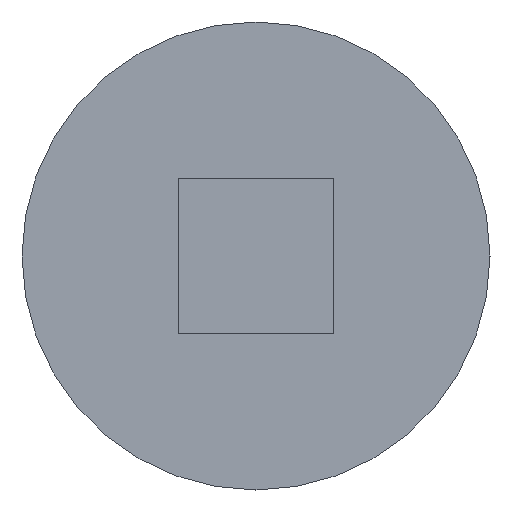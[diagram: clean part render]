
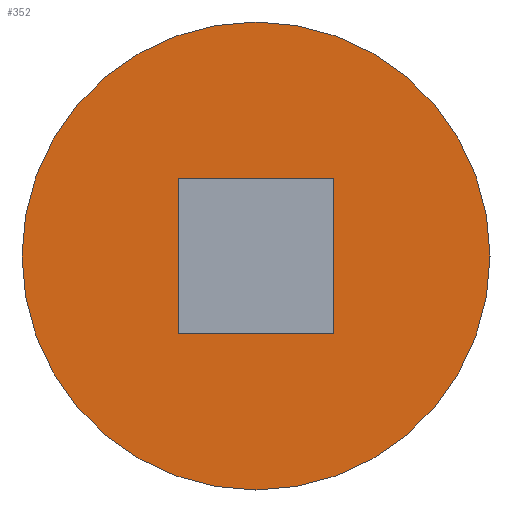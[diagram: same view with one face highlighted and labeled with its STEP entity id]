
A CAD part, left-side view. The second image highlights one B-rep face of the part: STEP entity #352.
In plain terms, the highlighted planar face has unit normal (-1, 0, 0).
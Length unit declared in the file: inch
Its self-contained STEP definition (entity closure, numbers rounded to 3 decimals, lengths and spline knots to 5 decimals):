
#7 = DIRECTION ( 'NONE',  ( 0., 0., -1. ) ) ;
#110 = DIRECTION ( 'NONE',  ( 0., 0., 1. ) ) ;
#160 = DIRECTION ( 'NONE',  ( 0., -1., 0. ) ) ;
#175 = EDGE_CURVE ( 'NONE', #1293, #1245, #758, .T. ) ;
#190 = CIRCLE ( 'NONE', #2473, 0.166 ) ;
#193 = VECTOR ( 'NONE', #665, 39.37008 ) ;
#352 = ADVANCED_FACE ( 'NONE', ( #3633, #3580 ), #3381, .F. ) ;
#398 = CARTESIAN_POINT ( 'NONE',  ( -0.5, 0.055, 0.055 ) ) ;
#562 = CARTESIAN_POINT ( 'NONE',  ( -0.5, 0., 0.166 ) ) ;
#576 = CIRCLE ( 'NONE', #834, 0.166 ) ;
#607 = EDGE_CURVE ( 'NONE', #3255, #1293, #2060, .T. ) ;
#654 = CARTESIAN_POINT ( 'NONE',  ( -0.5, -0.055, -0.055 ) ) ;
#665 = DIRECTION ( 'NONE',  ( 0., 1., 0. ) ) ;
#708 = LINE ( 'NONE', #654, #193 ) ;
#758 = LINE ( 'NONE', #778, #2957 ) ;
#778 = CARTESIAN_POINT ( 'NONE',  ( -0.5, -0.055, 0.055 ) ) ;
#834 = AXIS2_PLACEMENT_3D ( 'NONE', #2558, #2851, #110 ) ;
#890 = ORIENTED_EDGE ( 'NONE', *, *, #607, .T. ) ;
#960 = VERTEX_POINT ( 'NONE', #2193 ) ;
#971 = ORIENTED_EDGE ( 'NONE', *, *, #1508, .T. ) ;
#1032 = EDGE_LOOP ( 'NONE', ( #2294, #890, #2739, #971 ) ) ;
#1054 = EDGE_CURVE ( 'NONE', #960, #3255, #708, .T. ) ;
#1077 = DIRECTION ( 'NONE',  ( 0., 0., 1. ) ) ;
#1096 = CARTESIAN_POINT ( 'NONE',  ( -0.5, 0., 0. ) ) ;
#1196 = DIRECTION ( 'NONE',  ( 1., 0., 0. ) ) ;
#1245 = VERTEX_POINT ( 'NONE', #1598 ) ;
#1293 = VERTEX_POINT ( 'NONE', #3735 ) ;
#1347 = DIRECTION ( 'NONE',  ( 0., 0., -1. ) ) ;
#1508 = EDGE_CURVE ( 'NONE', #1245, #960, #2543, .T. ) ;
#1510 = ORIENTED_EDGE ( 'NONE', *, *, #1988, .T. ) ;
#1598 = CARTESIAN_POINT ( 'NONE',  ( -0.5, -0.055, 0.055 ) ) ;
#1694 = DIRECTION ( 'NONE',  ( -1., 0., 0. ) ) ;
#1988 = EDGE_CURVE ( 'NONE', #3488, #2801, #576, .T. ) ;
#2060 = LINE ( 'NONE', #398, #3719 ) ;
#2193 = CARTESIAN_POINT ( 'NONE',  ( -0.5, -0.055, -0.055 ) ) ;
#2263 = CARTESIAN_POINT ( 'NONE',  ( -0.5, 0.055, -0.055 ) ) ;
#2294 = ORIENTED_EDGE ( 'NONE', *, *, #1054, .T. ) ;
#2443 = AXIS2_PLACEMENT_3D ( 'NONE', #3030, #1196, #1347 ) ;
#2473 = AXIS2_PLACEMENT_3D ( 'NONE', #1096, #1694, #1077 ) ;
#2485 = EDGE_LOOP ( 'NONE', ( #1510, #3100 ) ) ;
#2543 = LINE ( 'NONE', #3403, #3147 ) ;
#2558 = CARTESIAN_POINT ( 'NONE',  ( -0.5, 0., 0. ) ) ;
#2739 = ORIENTED_EDGE ( 'NONE', *, *, #175, .T. ) ;
#2801 = VERTEX_POINT ( 'NONE', #3705 ) ;
#2851 = DIRECTION ( 'NONE',  ( -1., 0., 0. ) ) ;
#2957 = VECTOR ( 'NONE', #160, 39.37008 ) ;
#3030 = CARTESIAN_POINT ( 'NONE',  ( -0.5, 0., 0. ) ) ;
#3100 = ORIENTED_EDGE ( 'NONE', *, *, #3322, .T. ) ;
#3147 = VECTOR ( 'NONE', #7, 39.37008 ) ;
#3255 = VERTEX_POINT ( 'NONE', #2263 ) ;
#3322 = EDGE_CURVE ( 'NONE', #2801, #3488, #190, .T. ) ;
#3381 = PLANE ( 'NONE',  #2443 ) ;
#3403 = CARTESIAN_POINT ( 'NONE',  ( -0.5, -0.055, 0.055 ) ) ;
#3488 = VERTEX_POINT ( 'NONE', #562 ) ;
#3580 = FACE_BOUND ( 'NONE', #1032, .T. ) ;
#3633 = FACE_OUTER_BOUND ( 'NONE', #2485, .T. ) ;
#3705 = CARTESIAN_POINT ( 'NONE',  ( -0.5, 0., -0.166 ) ) ;
#3719 = VECTOR ( 'NONE', #3751, 39.37008 ) ;
#3735 = CARTESIAN_POINT ( 'NONE',  ( -0.5, 0.055, 0.055 ) ) ;
#3751 = DIRECTION ( 'NONE',  ( 0., 0., 1. ) ) ;
